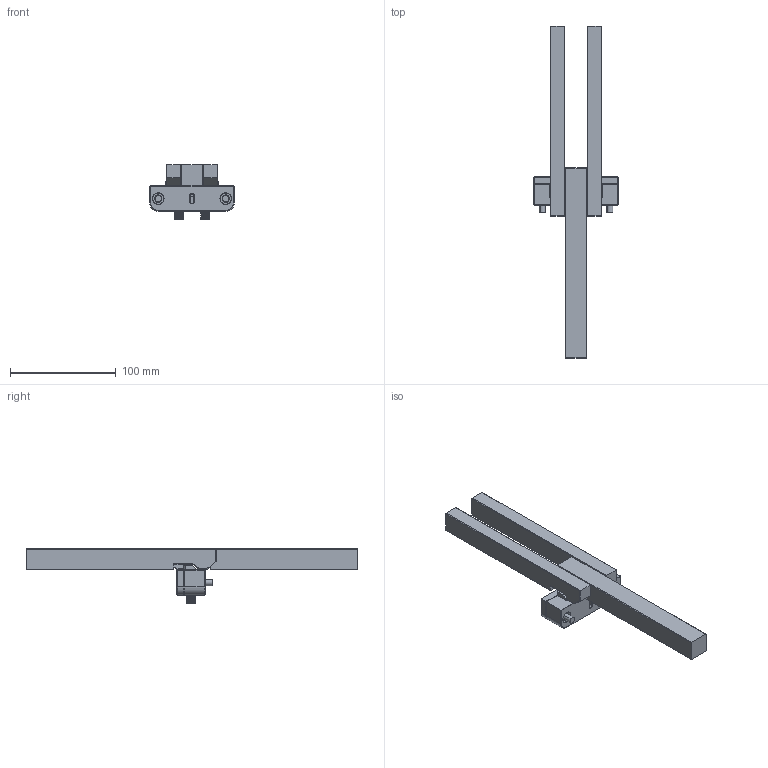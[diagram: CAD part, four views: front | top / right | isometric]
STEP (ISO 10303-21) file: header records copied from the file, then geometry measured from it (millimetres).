
FILE_DESCRIPTION (( 'STEP AP203' ), '1' );
FILE_NAME ('PLCM20-180.step', '2020-10-13T18:20:41', ( 'Microsoft Corporation' ), ( 'MS' ), 'SwSTEP 2.0', 'SolidWorks 2018', '' );
FILE_SCHEMA (( 'CONFIG_CONTROL_DESIGN' ));
Length unit declared in the file: millimetre
Products named in the file (9): PLCM20-CB180; PLCM20-GP; LHCSM6-1L30_LHCSM6-1L30; PLCM20-TG; 250x1-Spring; PLCM20-180; 3MMX16-DOWEL; PLCM20-LB180; PLCM20-WB
Assembly tree (11 placements, depth 2):
  PLCM20-180
    PLCM20-TG
    PLCM20-WB
    3MMX16-DOWEL
    250x1-Spring  x2
    PLCM20-CB180  x2
    PLCM20-GP
    PLCM20-LB180
    LHCSM6-1L30_LHCSM6-1L30  x2
Bounding box: 80 x 314.52 x 51.5 mm (x, y, z)
Volume: 212809.4 mm3; surface area: 60771.2 mm2
Topology: 11 solids, 11 shells, 315 faces, 724 edges, 433 vertices
Faces by surface type: plane 182, cylinder 55, cone 48, torus 26, bspline 4
Entity records: 10911 total; most frequent: CARTESIAN_POINT 3964, DIRECTION 1268, ORIENTED_EDGE 1198, EDGE_CURVE 599, AXIS2_PLACEMENT_3D 433, LINE 402, VECTOR 402, VERTEX_POINT 357
